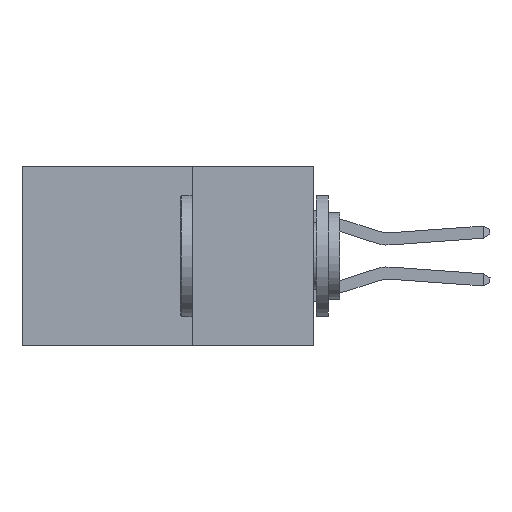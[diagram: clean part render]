
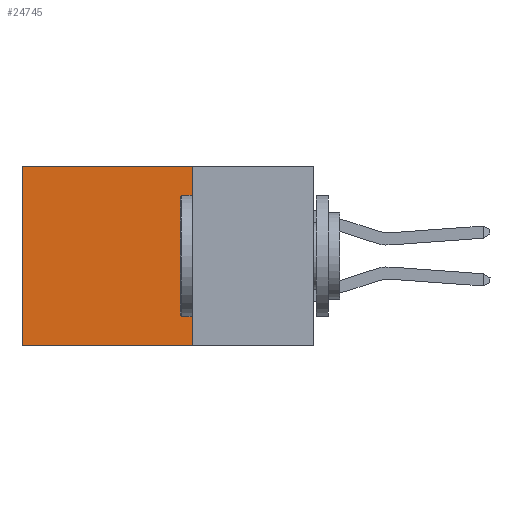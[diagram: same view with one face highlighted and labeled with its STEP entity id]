
A CAD part, left-side view. The second image highlights one B-rep face of the part: STEP entity #24745.
In plain terms, the highlighted planar face has unit normal (-1, 0, 0).
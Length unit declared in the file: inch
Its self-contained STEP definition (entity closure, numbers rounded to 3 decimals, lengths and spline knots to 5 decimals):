
#603 = PLANE ( 'NONE',  #8909 ) ;
#1600 = ORIENTED_EDGE ( 'NONE', *, *, #6978, .T. ) ;
#1880 = DIRECTION ( 'NONE',  ( 0., 0., -1. ) ) ;
#1930 = CARTESIAN_POINT ( 'NONE',  ( 0.2875, 0.25, -0.37 ) ) ;
#3009 = VERTEX_POINT ( 'NONE', #4311 ) ;
#3019 = DIRECTION ( 'NONE',  ( 0., 1., 0. ) ) ;
#3372 = CARTESIAN_POINT ( 'NONE',  ( 0.2875, 0.25, 0. ) ) ;
#3926 = LINE ( 'NONE', #1930, #18234 ) ;
#4074 = EDGE_CURVE ( 'NONE', #4317, #17897, #3926, .T. ) ;
#4150 = EDGE_CURVE ( 'NONE', #3009, #17897, #9200, .T. ) ;
#4311 = CARTESIAN_POINT ( 'NONE',  ( 0.2875, 0.6, 0. ) ) ;
#4317 = VERTEX_POINT ( 'NONE', #23430 ) ;
#4701 = CARTESIAN_POINT ( 'NONE',  ( 0.2875, 0.6, 0. ) ) ;
#5096 = EDGE_LOOP ( 'NONE', ( #24083, #7647, #22350, #1600 ) ) ;
#6613 = DIRECTION ( 'NONE',  ( 0., 0., -1. ) ) ;
#6885 = VERTEX_POINT ( 'NONE', #19195 ) ;
#6978 = EDGE_CURVE ( 'NONE', #6885, #3009, #8141, .T. ) ;
#7291 = DIRECTION ( 'NONE',  ( 0., 0., -1. ) ) ;
#7463 = CARTESIAN_POINT ( 'NONE',  ( 0.2875, 0.6, -0.37 ) ) ;
#7647 = ORIENTED_EDGE ( 'NONE', *, *, #4074, .F. ) ;
#8141 = LINE ( 'NONE', #3372, #22879 ) ;
#8909 = AXIS2_PLACEMENT_3D ( 'NONE', #24183, #22522, #6613 ) ;
#9200 = LINE ( 'NONE', #4701, #21083 ) ;
#11743 = EDGE_CURVE ( 'NONE', #6885, #4317, #14877, .T. ) ;
#13949 = DIRECTION ( 'NONE',  ( 0., 1., 0. ) ) ;
#14877 = LINE ( 'NONE', #25848, #22757 ) ;
#17897 = VERTEX_POINT ( 'NONE', #7463 ) ;
#18234 = VECTOR ( 'NONE', #13949, 39.37008 ) ;
#19195 = CARTESIAN_POINT ( 'NONE',  ( 0.2875, 0.25, 0. ) ) ;
#21083 = VECTOR ( 'NONE', #7291, 39.37008 ) ;
#22350 = ORIENTED_EDGE ( 'NONE', *, *, #11743, .F. ) ;
#22496 = FACE_OUTER_BOUND ( 'NONE', #5096, .T. ) ;
#22522 = DIRECTION ( 'NONE',  ( 1., 0., 0. ) ) ;
#22757 = VECTOR ( 'NONE', #1880, 39.37008 ) ;
#22879 = VECTOR ( 'NONE', #3019, 39.37008 ) ;
#23430 = CARTESIAN_POINT ( 'NONE',  ( 0.2875, 0.25, -0.37 ) ) ;
#24083 = ORIENTED_EDGE ( 'NONE', *, *, #4150, .T. ) ;
#24183 = CARTESIAN_POINT ( 'NONE',  ( 0.2875, 0.25, 0. ) ) ;
#24745 = ADVANCED_FACE ( 'NONE', ( #22496 ), #603, .F. ) ;
#25848 = CARTESIAN_POINT ( 'NONE',  ( 0.2875, 0.25, 0. ) ) ;
